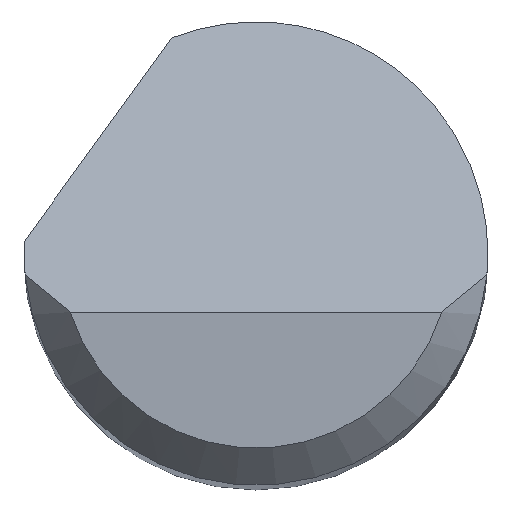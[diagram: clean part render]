
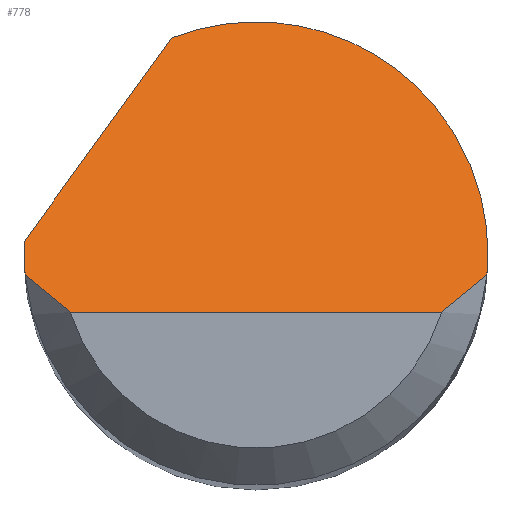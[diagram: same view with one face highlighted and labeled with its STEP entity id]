
A CAD part, top view. The second image highlights one B-rep face of the part: STEP entity #778.
In plain terms, the highlighted planar face has unit normal (0, 0.707, 0.707).
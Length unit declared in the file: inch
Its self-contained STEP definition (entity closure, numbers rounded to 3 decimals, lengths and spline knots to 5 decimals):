
#23 = CARTESIAN_POINT ( 'NONE',  ( -0.08761, -0.01397, 1.49022 ) ) ;
#34 = FACE_OUTER_BOUND ( 'NONE', #383, .T. ) ;
#56 = VECTOR ( 'NONE', #211, 39.37008 ) ;
#67 = LINE ( 'NONE', #580, #56 ) ;
#75 = CARTESIAN_POINT ( 'NONE',  ( 0.09361, -0.00584, 1.48209 ) ) ;
#93 = CARTESIAN_POINT ( 'NONE',  ( 0.07508, -0.02375, 1.5 ) ) ;
#95 = EDGE_CURVE ( 'NONE', #699, #376, #493, .T. ) ;
#99 = ORIENTED_EDGE ( 'NONE', *, *, #215, .F. ) ;
#111 = VERTEX_POINT ( 'NONE', #803 ) ;
#115 = CARTESIAN_POINT ( 'NONE',  ( -0.09334, -0.00875, 1.485 ) ) ;
#125 = ORIENTED_EDGE ( 'NONE', *, *, #294, .T. ) ;
#127 = EDGE_CURVE ( 'NONE', #699, #137, #796, .T. ) ;
#129 = CARTESIAN_POINT ( 'NONE',  ( 0.03379, 0.11369, 1.36256 ) ) ;
#137 = VERTEX_POINT ( 'NONE', #374 ) ;
#141 = CARTESIAN_POINT ( 'NONE',  ( -0.03394, 0.08739, 1.38886 ) ) ;
#148 = CARTESIAN_POINT ( 'NONE',  ( 0.09375, 0., 1.47625 ) ) ;
#175 = DIRECTION ( 'NONE',  ( 1., 0., 0. ) ) ;
#178 = EDGE_CURVE ( 'NONE', #111, #199, #338, .T. ) ;
#198 = CARTESIAN_POINT ( 'NONE',  ( 0.09334, -0.00875, 1.485 ) ) ;
#199 = VERTEX_POINT ( 'NONE', #198 ) ;
#204 = ORIENTED_EDGE ( 'NONE', *, *, #127, .F. ) ;
#211 = DIRECTION ( 'NONE',  ( 0.456, 0.629, -0.629 ) ) ;
#215 = EDGE_CURVE ( 'NONE', #228, #705, #67, .T. ) ;
#220 = CARTESIAN_POINT ( 'NONE',  ( -0.09334, -0.00875, 1.485 ) ) ;
#228 = VERTEX_POINT ( 'NONE', #333 ) ;
#232 = CARTESIAN_POINT ( 'NONE',  ( 0.08157, -0.019, 1.49525 ) ) ;
#241 = CARTESIAN_POINT ( 'NONE',  ( 0., -0.02375, 1.5 ) ) ;
#246 = CARTESIAN_POINT ( 'NONE',  ( 0.09334, -0.00875, 1.485 ) ) ;
#252 = CARTESIAN_POINT ( 'NONE',  ( -0.09375, 0., 1.47625 ) ) ;
#282 = CARTESIAN_POINT ( 'NONE',  ( 0.08761, -0.01397, 1.49022 ) ) ;
#288 = ORIENTED_EDGE ( 'NONE', *, *, #599, .F. ) ;
#294 = EDGE_CURVE ( 'NONE', #453, #199, #785, .T. ) ;
#318 = CARTESIAN_POINT ( 'NONE',  ( 0.07508, -0.02375, 1.5 ) ) ;
#329 = ORIENTED_EDGE ( 'NONE', *, *, #404, .F. ) ;
#330 = CARTESIAN_POINT ( 'NONE',  ( -0.03394, 0.08739, 1.38886 ) ) ;
#333 = CARTESIAN_POINT ( 'NONE',  ( -0.09362, 0.005, 1.47125 ) ) ;
#338 =( BOUNDED_CURVE ( )  B_SPLINE_CURVE ( 3, ( #148, #771, #75, #246 ),
 .UNSPECIFIED., .F., .T. ) 
 B_SPLINE_CURVE_WITH_KNOTS ( ( 4, 4 ),
 ( 1.5708, 1.66427 ),
 .UNSPECIFIED. ) 
 CURVE ( )  GEOMETRIC_REPRESENTATION_ITEM ( )  RATIONAL_B_SPLINE_CURVE ( ( 1., 0.999, 0.999, 1. ) ) 
 REPRESENTATION_ITEM ( '' )  );
#345 =( BOUNDED_CURVE ( )  B_SPLINE_CURVE ( 3, ( #535, #352, #798, #470 ),
 .UNSPECIFIED., .F., .T. ) 
 B_SPLINE_CURVE_WITH_KNOTS ( ( 4, 4 ),
 ( 4.71239, 4.76575 ),
 .UNSPECIFIED. ) 
 CURVE ( )  GEOMETRIC_REPRESENTATION_ITEM ( )  RATIONAL_B_SPLINE_CURVE ( ( 1., 1., 1., 1. ) ) 
 REPRESENTATION_ITEM ( '' )  );
#350 = CARTESIAN_POINT ( 'NONE',  ( -0.07508, -0.02375, 1.5 ) ) ;
#352 = CARTESIAN_POINT ( 'NONE',  ( -0.09375, 0.00167, 1.47458 ) ) ;
#359 = PLANE ( 'NONE',  #821 ) ;
#370 = CARTESIAN_POINT ( 'NONE',  ( -0.09375, -0.00292, 1.47917 ) ) ;
#374 = CARTESIAN_POINT ( 'NONE',  ( -0.09375, 0., 1.47625 ) ) ;
#376 = VERTEX_POINT ( 'NONE', #350 ) ;
#382 = CARTESIAN_POINT ( 'NONE',  ( 0.09375, 0., 1.47625 ) ) ;
#383 = EDGE_LOOP ( 'NONE', ( #615, #125, #428, #288, #99, #329, #204, #626 ) ) ;
#404 = EDGE_CURVE ( 'NONE', #137, #228, #345, .T. ) ;
#428 = ORIENTED_EDGE ( 'NONE', *, *, #178, .F. ) ;
#439 = CARTESIAN_POINT ( 'NONE',  ( 0.09375, 0.07266, 1.40359 ) ) ;
#453 = VERTEX_POINT ( 'NONE', #318 ) ;
#470 = CARTESIAN_POINT ( 'NONE',  ( -0.09362, 0.005, 1.47125 ) ) ;
#493 = B_SPLINE_CURVE_WITH_KNOTS ( 'NONE', 3,
 ( #591, #23, #594, #790 ),
 .UNSPECIFIED., .F., .F.,
 ( 4, 4 ),
 ( 0., 0.00071 ),
 .UNSPECIFIED. ) ;
#502 =( BOUNDED_CURVE ( )  B_SPLINE_CURVE ( 3, ( #330, #129, #439, #382 ),
 .UNSPECIFIED., .F., .T. ) 
 B_SPLINE_CURVE_WITH_KNOTS ( ( 4, 4 ),
 ( 5.91277, 7.85398 ),
 .UNSPECIFIED. ) 
 CURVE ( )  GEOMETRIC_REPRESENTATION_ITEM ( )  RATIONAL_B_SPLINE_CURVE ( ( 1., 0.71, 0.71, 1. ) ) 
 REPRESENTATION_ITEM ( '' )  );
#512 = EDGE_CURVE ( 'NONE', #376, #453, #545, .T. ) ;
#535 = CARTESIAN_POINT ( 'NONE',  ( -0.09375, 0., 1.47625 ) ) ;
#545 = LINE ( 'NONE', #241, #666 ) ;
#548 = DIRECTION ( 'NONE',  ( 0., 0.707, -0.707 ) ) ;
#580 = CARTESIAN_POINT ( 'NONE',  ( -0.11014, -0.01781, 1.49406 ) ) ;
#591 = CARTESIAN_POINT ( 'NONE',  ( -0.09334, -0.00875, 1.485 ) ) ;
#594 = CARTESIAN_POINT ( 'NONE',  ( -0.08157, -0.019, 1.49525 ) ) ;
#599 = EDGE_CURVE ( 'NONE', #705, #111, #502, .T. ) ;
#615 = ORIENTED_EDGE ( 'NONE', *, *, #512, .T. ) ;
#626 = ORIENTED_EDGE ( 'NONE', *, *, #95, .T. ) ;
#666 = VECTOR ( 'NONE', #175, 39.37008 ) ;
#683 = DIRECTION ( 'NONE',  ( 0., -0.707, -0.707 ) ) ;
#699 = VERTEX_POINT ( 'NONE', #220 ) ;
#705 = VERTEX_POINT ( 'NONE', #141 ) ;
#722 = CARTESIAN_POINT ( 'NONE',  ( 0.09334, -0.00875, 1.485 ) ) ;
#751 = CARTESIAN_POINT ( 'NONE',  ( -0.09361, -0.00584, 1.48209 ) ) ;
#771 = CARTESIAN_POINT ( 'NONE',  ( 0.09375, -0.00292, 1.47917 ) ) ;
#778 = ADVANCED_FACE ( 'NONE', ( #34 ), #359, .F. ) ;
#785 = B_SPLINE_CURVE_WITH_KNOTS ( 'NONE', 3,
 ( #93, #232, #282, #722 ),
 .UNSPECIFIED., .F., .F.,
 ( 4, 4 ),
 ( 0., 0.00071 ),
 .UNSPECIFIED. ) ;
#790 = CARTESIAN_POINT ( 'NONE',  ( -0.07508, -0.02375, 1.5 ) ) ;
#796 =( BOUNDED_CURVE ( )  B_SPLINE_CURVE ( 3, ( #115, #751, #370, #252 ),
 .UNSPECIFIED., .F., .T. ) 
 B_SPLINE_CURVE_WITH_KNOTS ( ( 4, 4 ),
 ( 4.61892, 4.71239 ),
 .UNSPECIFIED. ) 
 CURVE ( )  GEOMETRIC_REPRESENTATION_ITEM ( )  RATIONAL_B_SPLINE_CURVE ( ( 1., 0.999, 0.999, 1. ) ) 
 REPRESENTATION_ITEM ( '' )  );
#798 = CARTESIAN_POINT ( 'NONE',  ( -0.09371, 0.00333, 1.47292 ) ) ;
#803 = CARTESIAN_POINT ( 'NONE',  ( 0.09375, 0., 1.47625 ) ) ;
#805 = CARTESIAN_POINT ( 'NONE',  ( -0.09375, -0.02375, 1.5 ) ) ;
#821 = AXIS2_PLACEMENT_3D ( 'NONE', #805, #683, #548 ) ;
